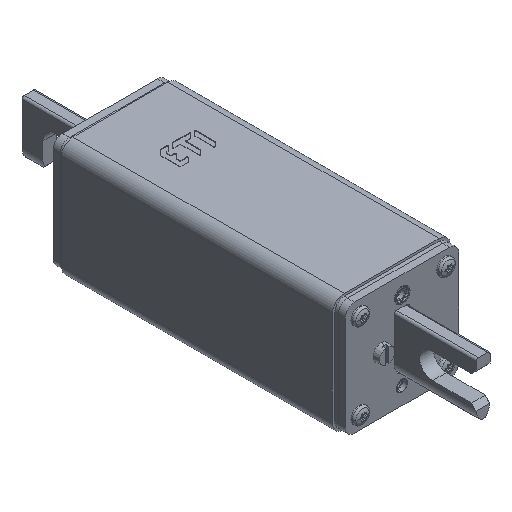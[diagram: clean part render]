
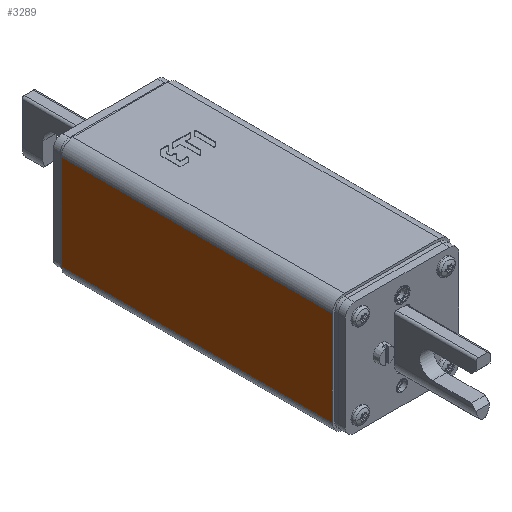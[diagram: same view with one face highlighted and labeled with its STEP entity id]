
A CAD part, isometric view. The second image highlights one B-rep face of the part: STEP entity #3289.
In plain terms, the highlighted face is planar.
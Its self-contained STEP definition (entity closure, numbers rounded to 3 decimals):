
#248=DIRECTION('',(1.,0.,0.));
#249=VECTOR('',#248,117.);
#250=CARTESIAN_POINT('',(-58.5,-20.5,25.5));
#251=LINE('',#250,#249);
#262=DIRECTION('',(0.,1.,0.));
#263=VECTOR('',#262,41.);
#264=CARTESIAN_POINT('',(-58.5,-20.5,25.5));
#265=LINE('',#264,#263);
#276=DIRECTION('',(-1.,0.,0.));
#277=VECTOR('',#276,117.);
#278=CARTESIAN_POINT('',(58.5,20.5,25.5));
#279=LINE('',#278,#277);
#629=DIRECTION('',(0.,1.,0.));
#630=VECTOR('',#629,41.);
#631=CARTESIAN_POINT('',(58.5,-20.5,25.5));
#632=LINE('',#631,#630);
#2737=CARTESIAN_POINT('',(-58.5,20.5,25.5));
#2738=VERTEX_POINT('',#2737);
#2739=CARTESIAN_POINT('',(-58.5,-20.5,25.5));
#2740=VERTEX_POINT('',#2739);
#2765=CARTESIAN_POINT('',(58.5,-20.5,25.5));
#2766=VERTEX_POINT('',#2765);
#2767=CARTESIAN_POINT('',(58.5,20.5,25.5));
#2768=VERTEX_POINT('',#2767);
#3276=CARTESIAN_POINT('',(-58.5,25.5,25.5));
#3277=DIRECTION('',(0.,0.,1.));
#3278=DIRECTION('',(0.,-1.,0.));
#3279=AXIS2_PLACEMENT_3D('',#3276,#3277,#3278);
#3280=PLANE('',#3279);
#3282=ORIENTED_EDGE('',*,*,#3281,.F.);
#3284=ORIENTED_EDGE('',*,*,#3283,.F.);
#3285=ORIENTED_EDGE('',*,*,#3268,.F.);
#3286=ORIENTED_EDGE('',*,*,#3194,.T.);
#3287=EDGE_LOOP('',(#3282,#3284,#3285,#3286));
#3288=FACE_OUTER_BOUND('',#3287,.F.);
#3194=EDGE_CURVE('',#2740,#2738,#265,.T.);
#3268=EDGE_CURVE('',#2740,#2766,#251,.T.);
#3281=EDGE_CURVE('',#2768,#2738,#279,.T.);
#3283=EDGE_CURVE('',#2766,#2768,#632,.T.);
#3289=ADVANCED_FACE('',(#3288),#3280,.T.);
